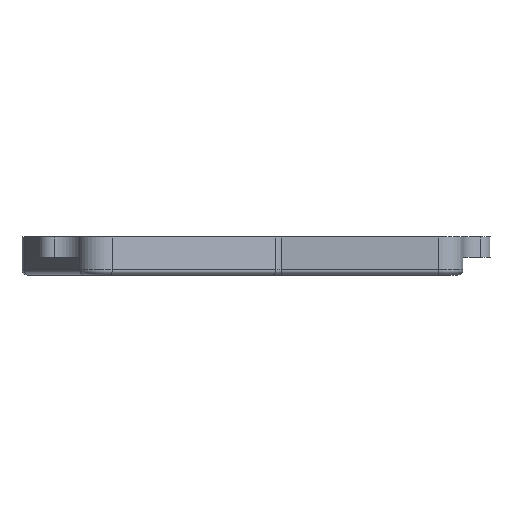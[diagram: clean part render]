
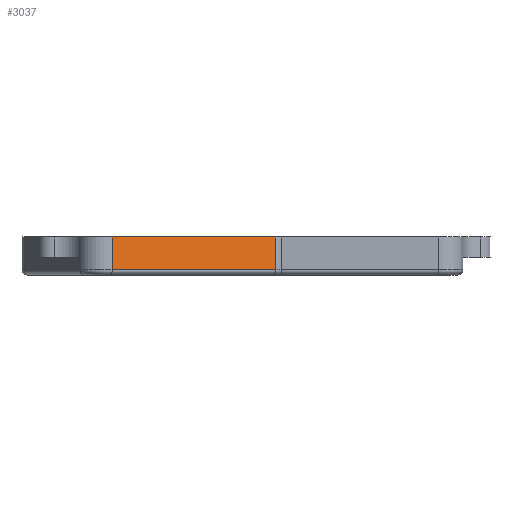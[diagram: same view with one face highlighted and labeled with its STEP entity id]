
A CAD part, front view. The second image highlights one B-rep face of the part: STEP entity #3037.
In plain terms, the highlighted planar face has unit normal (0.423, -0.906, 0).
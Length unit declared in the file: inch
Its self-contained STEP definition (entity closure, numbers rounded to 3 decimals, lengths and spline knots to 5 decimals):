
#48=PLANE('',#3251);
#122=LINE('',#4576,#392);
#149=LINE('',#4688,#419);
#150=LINE('',#4691,#420);
#151=LINE('',#4692,#421);
#392=VECTOR('',#3582,3.32442);
#419=VECTOR('',#3707,0.60861);
#420=VECTOR('',#3710,3.32442);
#421=VECTOR('',#3711,0.60861);
#773=FACE_OUTER_BOUND('',#946,.T.);
#946=EDGE_LOOP('',(#2181,#2182,#2183,#2184));
#1323=VERTEX_POINT('',#4567);
#1325=VERTEX_POINT('',#4573);
#1362=VERTEX_POINT('',#4686);
#1363=VERTEX_POINT('',#4690);
#1636=EDGE_CURVE('',#1323,#1325,#122,.T.);
#1693=EDGE_CURVE('',#1362,#1325,#149,.T.);
#1694=EDGE_CURVE('',#1362,#1363,#150,.T.);
#1695=EDGE_CURVE('',#1323,#1363,#151,.T.);
#2181=ORIENTED_EDGE('',*,*,#1636,.T.);
#2182=ORIENTED_EDGE('',*,*,#1693,.F.);
#2183=ORIENTED_EDGE('',*,*,#1694,.T.);
#2184=ORIENTED_EDGE('',*,*,#1695,.F.);
#3037=ADVANCED_FACE('',(#773),#48,.F.);
#3251=AXIS2_PLACEMENT_3D('',#4689,#3708,#3709);
#3582=DIRECTION('',(0.906,0.423,0.));
#3707=DIRECTION('',(0.,0.,-1.));
#3708=DIRECTION('center_axis',(-0.423,0.906,0.));
#3709=DIRECTION('ref_axis',(-0.906,-0.423,0.));
#3710=DIRECTION('',(-0.906,-0.423,0.));
#3711=DIRECTION('',(0.,0.,1.));
#4567=CARTESIAN_POINT('',(-2.66956,-7.15875,0.09375));
#4573=CARTESIAN_POINT('',(0.34324,-5.75345,0.09375));
#4576=CARTESIAN_POINT('',(0.67541,-5.59851,0.09375));
#4686=CARTESIAN_POINT('',(0.34324,-5.75345,0.70236));
#4688=CARTESIAN_POINT('',(0.34324,-5.75345,0.));
#4689=CARTESIAN_POINT('Origin',(0.38343,-5.73471,0.));
#4690=CARTESIAN_POINT('',(-2.66956,-7.15875,0.70236));
#4691=CARTESIAN_POINT('',(0.38343,-5.73471,0.70236));
#4692=CARTESIAN_POINT('',(-2.66956,-7.15875,0.));
